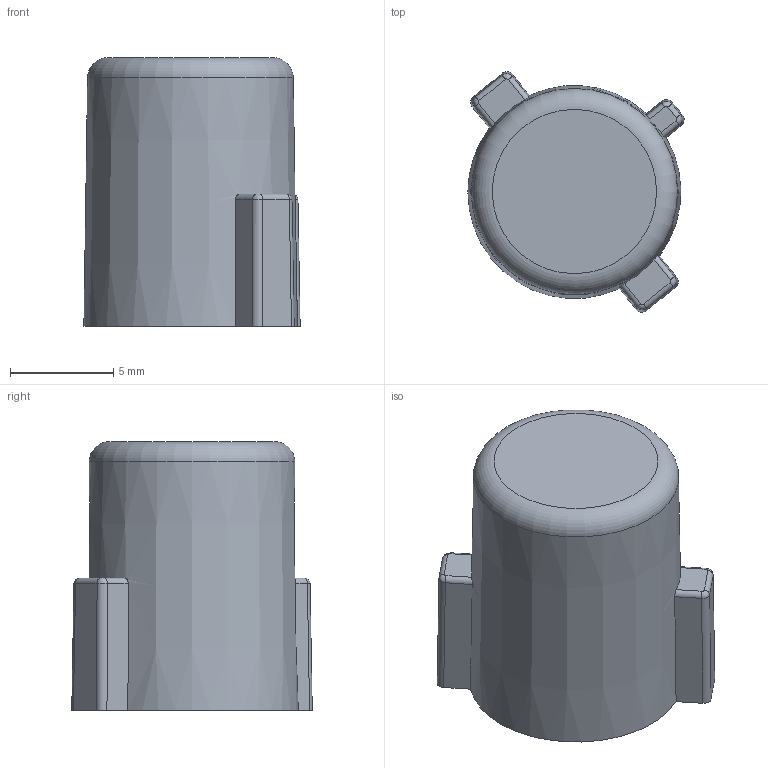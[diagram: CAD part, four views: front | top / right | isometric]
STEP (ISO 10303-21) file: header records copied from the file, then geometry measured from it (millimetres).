
FILE_DESCRIPTION(/* description */ (''),/* implementation_level */ '2;1');
FILE_NAME(/* name */ 'B Button.step',/* time_stamp */ '2023-01-23T22:28:04-08:00',/* author */ (''),/* organization */ (''),/* preprocessor_version */ 'ST-DEVELOPER v19.2',/* originating_system */ 'Autodesk Translation Framework v11.17.0.187',/* authorisation */ '');
FILE_SCHEMA (('AUTOMOTIVE_DESIGN { 1 0 10303 214 3 1 1 }'));
Length unit declared in the file: millimetre
Products named in the file (1): B Button OEM
Bounding box: 10.45 x 11.62 x 13 mm (x, y, z)
Volume: 522.7 mm3; surface area: 1236.2 mm2
Topology: 1 solids, 1 shells, 45 faces, 105 edges, 65 vertices
Faces by surface type: plane 17, cylinder 15, bspline 6, cone 5, torus 2
Entity records: 1490 total; most frequent: CARTESIAN_POINT 426, DIRECTION 222, ORIENTED_EDGE 210, EDGE_CURVE 105, AXIS2_PLACEMENT_3D 89, VERTEX_POINT 65, EDGE_LOOP 48, FACE_OUTER_BOUND 45
